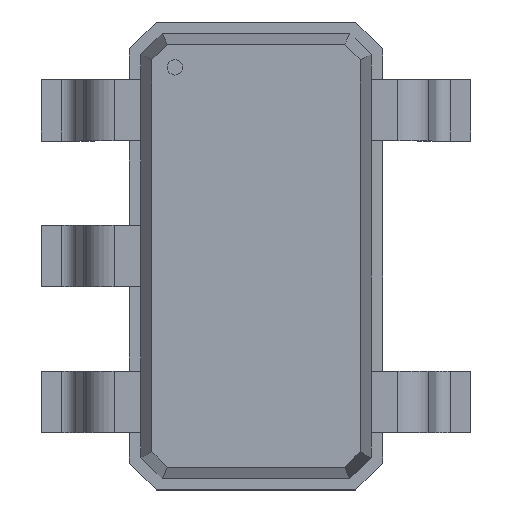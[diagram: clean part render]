
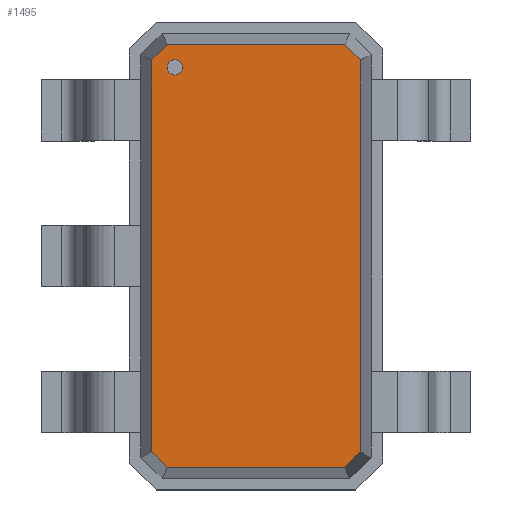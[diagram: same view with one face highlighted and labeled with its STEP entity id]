
A CAD part, top view. The second image highlights one B-rep face of the part: STEP entity #1495.
In plain terms, the highlighted planar face has unit normal (0, 0, 1).
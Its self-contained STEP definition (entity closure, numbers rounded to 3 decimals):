
#13=DIRECTION('',(0.,0.,1.));
#27=VECTOR('',#28,1.);
#28=DIRECTION('',(1.,0.,0.));
#51=VECTOR('',#52,1.);
#52=DIRECTION('',(0.707,-0.707,0.));
#58=VECTOR('',#59,1.);
#59=DIRECTION('',(0.,-1.,0.));
#65=VECTOR('',#66,1.);
#66=DIRECTION('',(-0.707,-0.707,0.));
#72=VECTOR('',#73,1.);
#73=DIRECTION('',(-1.,0.,0.));
#79=VECTOR('',#80,1.);
#80=DIRECTION('',(-0.707,0.707,0.));
#86=VECTOR('',#87,1.);
#87=DIRECTION('',(0.,1.,0.));
#91=VECTOR('',#92,1.);
#92=DIRECTION('',(0.707,0.707,0.));
#644=VERTEX_POINT('',#645);
#645=CARTESIAN_POINT('',(-0.679,1.277,1.1));
#647=ORIENTED_EDGE('',*,*,#648,.F.);
#648=EDGE_CURVE('',#649,#644,#651,.T.);
#649=VERTEX_POINT('',#650);
#650=CARTESIAN_POINT('',(-0.679,-1.277,1.1));
#651=LINE('',#650,#86);
#662=VERTEX_POINT('',#663);
#663=CARTESIAN_POINT('',(-0.577,1.379,1.1));
#665=ORIENTED_EDGE('',*,*,#666,.F.);
#666=EDGE_CURVE('',#644,#662,#667,.T.);
#667=LINE('',#645,#91);
#676=VERTEX_POINT('',#677);
#677=CARTESIAN_POINT('',(0.577,1.379,1.1));
#679=ORIENTED_EDGE('',*,*,#680,.F.);
#680=EDGE_CURVE('',#662,#676,#681,.T.);
#681=LINE('',#663,#27);
#690=VERTEX_POINT('',#691);
#691=CARTESIAN_POINT('',(0.679,1.277,1.1));
#693=ORIENTED_EDGE('',*,*,#694,.F.);
#694=EDGE_CURVE('',#676,#690,#695,.T.);
#695=LINE('',#677,#51);
#720=VERTEX_POINT('',#721);
#721=CARTESIAN_POINT('',(0.679,-1.277,1.1));
#723=ORIENTED_EDGE('',*,*,#724,.F.);
#724=EDGE_CURVE('',#690,#720,#725,.T.);
#725=LINE('',#691,#58);
#1495=ADVANCED_FACE('',(#1496,#1511),#1521,.T.);
#1496=FACE_BOUND('',#1497,.T.);
#1497=EDGE_LOOP('',(#679,#665,#647,#1498,#1503,#1508,#723,#693));
#1498=ORIENTED_EDGE('',*,*,#1499,.F.);
#1499=EDGE_CURVE('',#1500,#649,#1502,.T.);
#1500=VERTEX_POINT('',#1501);
#1501=CARTESIAN_POINT('',(-0.577,-1.379,1.1));
#1502=LINE('',#1501,#79);
#1503=ORIENTED_EDGE('',*,*,#1504,.F.);
#1504=EDGE_CURVE('',#1505,#1500,#1507,.T.);
#1505=VERTEX_POINT('',#1506);
#1506=CARTESIAN_POINT('',(0.577,-1.379,1.1));
#1507=LINE('',#1506,#72);
#1508=ORIENTED_EDGE('',*,*,#1509,.F.);
#1509=EDGE_CURVE('',#720,#1505,#1510,.T.);
#1510=LINE('',#721,#65);
#1511=FACE_BOUND('',#1512,.T.);
#1512=EDGE_LOOP('',(#1513));
#1513=ORIENTED_EDGE('',*,*,#1514,.T.);
#1514=EDGE_CURVE('',#1515,#1515,#1517,.T.);
#1515=VERTEX_POINT('',#1516);
#1516=CARTESIAN_POINT('',(-0.529,1.179,1.1));
#1517=CIRCLE('',#1518,0.05);
#1518=AXIS2_PLACEMENT_3D('',#1519,#1520,#59);
#1519=CARTESIAN_POINT('',(-0.529,1.229,1.1));
#1520=DIRECTION('',(0.,-0.,-1.));
#1521=PLANE('',#1522);
#1522=AXIS2_PLACEMENT_3D('',#663,#13,#1523);
#1523=DIRECTION('',(0.386,-0.923,0.));
